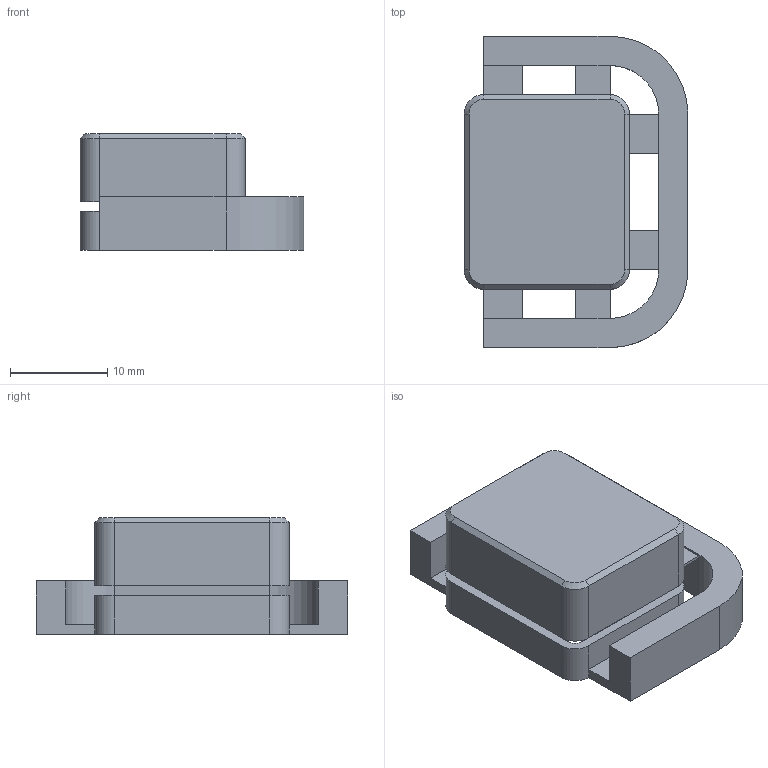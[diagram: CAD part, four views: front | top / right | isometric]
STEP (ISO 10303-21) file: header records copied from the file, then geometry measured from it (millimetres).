
FILE_DESCRIPTION(/* description */ (''),/* implementation_level */ '2;1');
FILE_NAME(/* name */ 'deck-switch-btn v4.step',/* time_stamp */ '2021-07-18T23:11:32+02:00',/* author */ (''),/* organization */ (''),/* preprocessor_version */ 'ST-DEVELOPER v18.1',/* originating_system */ 'Autodesk Translation Framework v10.9.0.1377',/* authorisation */ '');
FILE_SCHEMA (('AUTOMOTIVE_DESIGN { 1 0 10303 214 3 1 1 }'));
Length unit declared in the file: millimetre
Products named in the file (1): deck-switch-btn
Bounding box: 23 x 32 x 12 mm (x, y, z)
Volume: 2487.8 mm3; surface area: 3334.4 mm2
Topology: 1 solids, 1 shells, 74 faces, 208 edges, 132 vertices
Faces by surface type: plane 50, cylinder 20, cone 4
Entity records: 2416 total; most frequent: ORIENTED_EDGE 416, CARTESIAN_POINT 415, DIRECTION 402, EDGE_CURVE 208, LINE 164, VECTOR 164, VERTEX_POINT 132, AXIS2_PLACEMENT_3D 119
